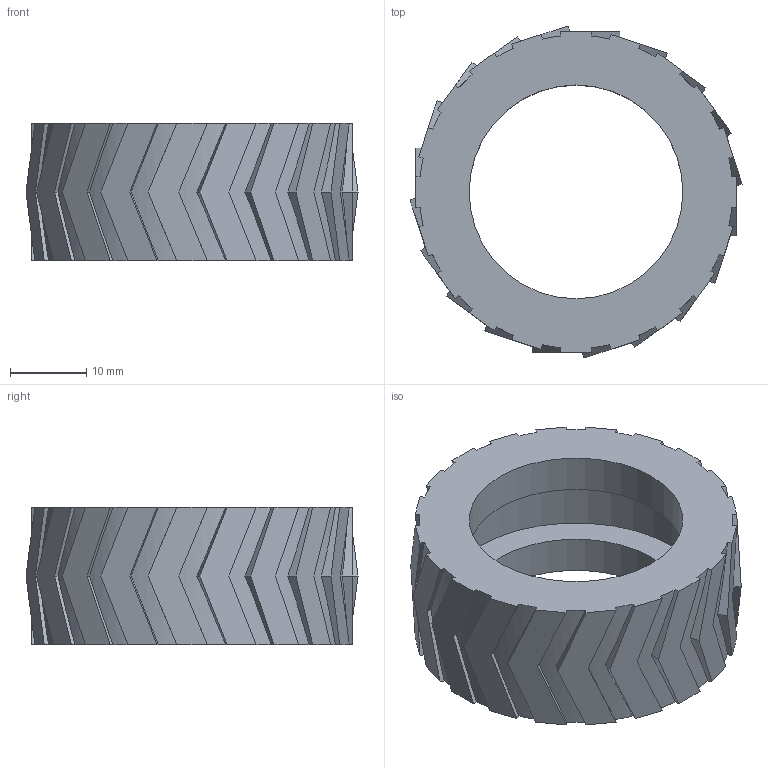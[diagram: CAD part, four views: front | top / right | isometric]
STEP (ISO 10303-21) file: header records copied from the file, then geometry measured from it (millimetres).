
FILE_DESCRIPTION(('FreeCAD Model'),'2;1');
FILE_NAME('Open CASCADE Shape Model','2025-08-20T12:37:27',('Author'),( ''),'Open CASCADE STEP processor 7.8','FreeCAD','Unknown');
FILE_SCHEMA(('AUTOMOTIVE_DESIGN { 1 0 10303 214 1 1 1 1 }'));
Length unit declared in the file: millimetre
Products named in the file (1): Tire
Bounding box: 43.48 x 43.48 x 18 mm (x, y, z)
Volume: 10664.4 mm3; surface area: 6864.2 mm2
Topology: 1 solids, 1 shells, 127 faces, 371 edges, 248 vertices
Faces by surface type: plane 104, cylinder 23
Full cylindrical faces by diameter (mm): 28 x2, 35.4 x1
Entity records: 4275 total; most frequent: DIRECTION 755, CARTESIAN_POINT 747, ORIENTED_EDGE 742, EDGE_CURVE 371, AXIS2_PLACEMENT_3D 256, VERTEX_POINT 248, LINE 243, VECTOR 243
